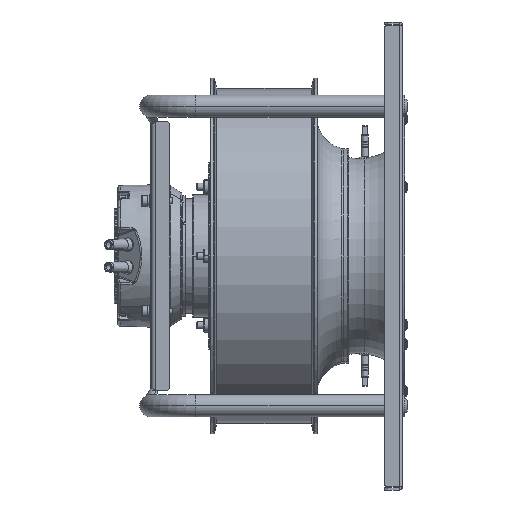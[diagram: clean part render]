
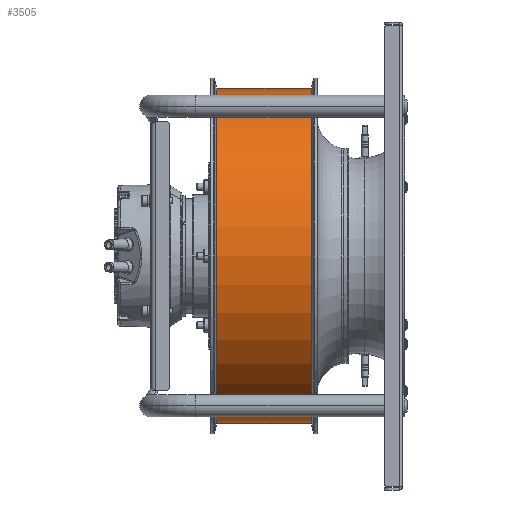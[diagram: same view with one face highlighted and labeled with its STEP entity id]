
A CAD part, left-side view. The second image highlights one B-rep face of the part: STEP entity #3505.
In plain terms, the highlighted cylindrical face has radius 134.285 mm (diameter 268.57 mm), a partial arc.
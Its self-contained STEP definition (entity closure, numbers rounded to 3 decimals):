
#537=CARTESIAN_POINT('',(0.,-5.,0.));
#538=DIRECTION('',(0.,1.,0.));
#539=DIRECTION('',(0.,0.,-1.));
#540=AXIS2_PLACEMENT_3D('',#537,#538,#539);
#557=DIRECTION('',(0.,-1.,0.));
#558=VECTOR('',#557,76.);
#559=CARTESIAN_POINT('',(0.,-5.,
134.285));
#560=LINE('',#559,#558);
#561=DIRECTION('',(0.,1.,0.));
#562=VECTOR('',#561,76.);
#563=CARTESIAN_POINT('',(0.,-81.,
-134.285));
#564=LINE('',#563,#562);
#580=CARTESIAN_POINT('',(0.,-81.,0.));
#581=DIRECTION('',(0.,-1.,0.));
#582=DIRECTION('',(0.,0.,1.));
#583=AXIS2_PLACEMENT_3D('',#580,#581,#582);
#2459=CARTESIAN_POINT('',(0.,-5.,
134.285));
#2460=CARTESIAN_POINT('',(0.,-5.,
-134.285));
#2461=VERTEX_POINT('',#2459);
#2462=VERTEX_POINT('',#2460);
#2679=CARTESIAN_POINT('',(0.,-81.,
-134.285));
#2680=VERTEX_POINT('',#2679);
#2681=CARTESIAN_POINT('',(0.,-81.,
134.285));
#2682=VERTEX_POINT('',#2681);
#3493=CARTESIAN_POINT('',(0.,-3.48,0.));
#3494=DIRECTION('',(0.,-1.,0.));
#3495=DIRECTION('',(0.,0.,1.));
#3496=AXIS2_PLACEMENT_3D('',#3493,#3494,#3495);
#3497=CYLINDRICAL_SURFACE('',#3496,134.285);
#3498=ORIENTED_EDGE('',*,*,#3459,.T.);
#3499=ORIENTED_EDGE('',*,*,#3488,.T.);
#3501=ORIENTED_EDGE('',*,*,#3500,.T.);
#3502=ORIENTED_EDGE('',*,*,#3484,.T.);
#3503=EDGE_LOOP('',(#3498,#3499,#3501,#3502));
#3504=FACE_OUTER_BOUND('',#3503,.F.);
#3505=ADVANCED_FACE('',(#3504),#3497,.T.);
#541=CIRCLE('',#540,134.285);
#584=CIRCLE('',#583,134.285);
#3459=EDGE_CURVE('',#2462,#2461,#541,.T.);
#3484=EDGE_CURVE('',#2680,#2462,#564,.T.);
#3488=EDGE_CURVE('',#2461,#2682,#560,.T.);
#3500=EDGE_CURVE('',#2682,#2680,#584,.T.);
